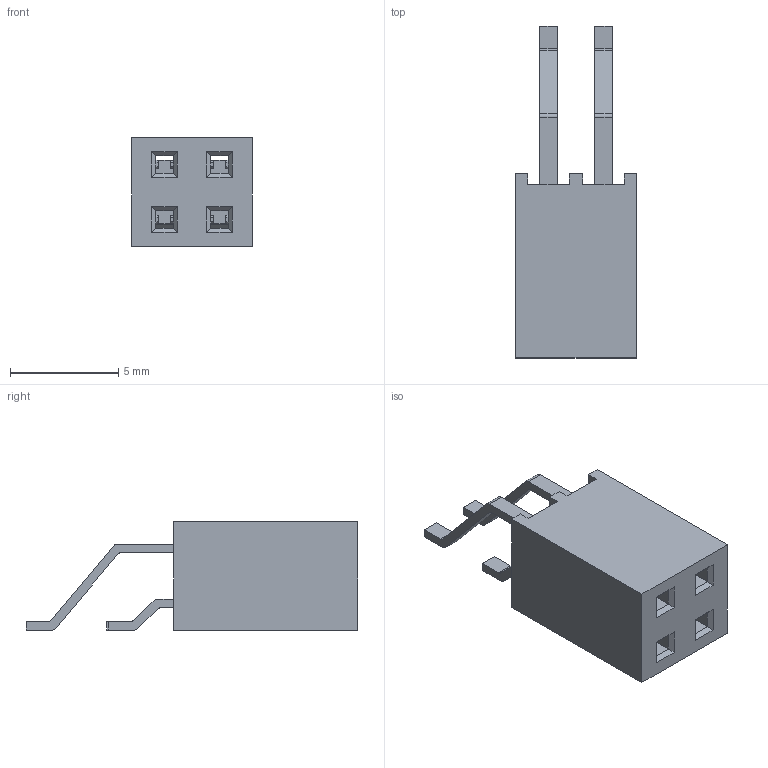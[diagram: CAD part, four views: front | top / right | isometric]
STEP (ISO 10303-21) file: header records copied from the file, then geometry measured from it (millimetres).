
FILE_DESCRIPTION(/* description */ (''),/* implementation_level */ '2;1');
FILE_NAME(/* name */ 'SMH-102-02-G-D.step',/* time_stamp */ '2019-11-18T16:33:44-05:00',/* author */ (''),/* organization */ (''),/* preprocessor_version */ 'ST-DEVELOPER v18',/* originating_system */ 'Autodesk Translation Framework v8.12.0.6',/* authorisation */ '');
FILE_SCHEMA (('AUTOMOTIVE_DESIGN { 1 0 10303 214 3 1 1 }'));
Length unit declared in the file: millimetre
Products named in the file (3): SMH-102-02-G-D; _SMH-102-D_socket; _C-08-03-02-D_SMH
Assembly tree (2 placements, depth 2):
  SMH-102-02-G-D
    _SMH-102-D_socket
    _C-08-03-02-D_SMH
Bounding box: 5.59 x 15.33 x 5 mm (x, y, z)
Volume: 232.7 mm3; surface area: 511.2 mm2
Topology: 2 solids, 2 shells, 128 faces, 356 edges, 232 vertices
Faces by surface type: plane 112, cylinder 16
Entity records: 4230 total; most frequent: CARTESIAN_POINT 722, ORIENTED_EDGE 712, DIRECTION 656, EDGE_CURVE 356, LINE 324, VECTOR 324, VERTEX_POINT 232, AXIS2_PLACEMENT_3D 166
